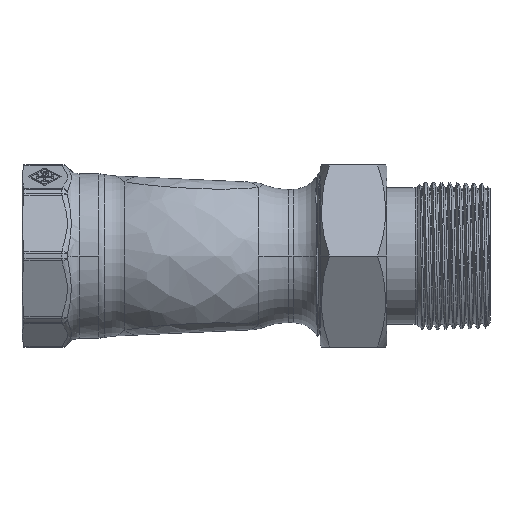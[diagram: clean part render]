
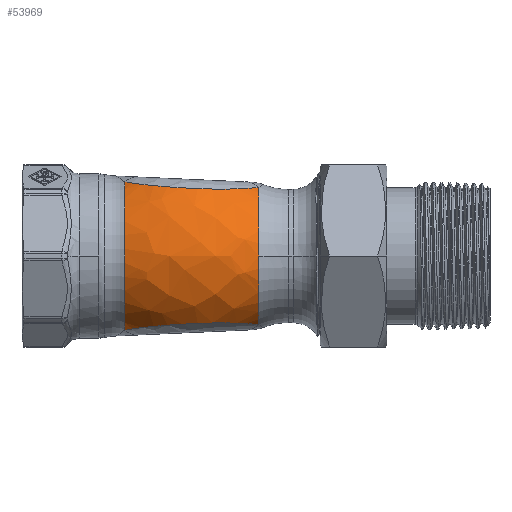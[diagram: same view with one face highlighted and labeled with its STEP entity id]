
A CAD part, front view. The second image highlights one B-rep face of the part: STEP entity #53969.
In plain terms, the highlighted free-form (B-spline) face has degree [3, 3] with [4, 4] control points.
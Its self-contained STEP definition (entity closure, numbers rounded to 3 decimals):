
#279=CARTESIAN_POINT('',(-23.095,0.,0.));
#280=DIRECTION('',(1.,0.,0.));
#281=DIRECTION('',(0.,-0.427,0.904));
#282=AXIS2_PLACEMENT_3D('',#279,#280,#281);
#14877=CARTESIAN_POINT('',(15.081,0.,0.));
#14878=DIRECTION('',(-1.,0.,0.));
#14879=DIRECTION('',(0.,-1.,0.));
#14880=AXIS2_PLACEMENT_3D('',#14877,#14878,#14879);
#14912=CARTESIAN_POINT('',(15.081,0.,0.));
#14913=DIRECTION('',(1.,0.,0.));
#14914=DIRECTION('',(0.,-1.,0.));
#14915=AXIS2_PLACEMENT_3D('',#14912,#14913,#14914);
#24812=CARTESIAN_POINT('',(-23.095,-9.981,
-21.158));
#24821=CARTESIAN_POINT('',(-23.095,-9.981,
-21.158));
#24822=CARTESIAN_POINT('',(-22.835,-10.275,
-21.114));
#24823=CARTESIAN_POINT('',(-22.287,-10.858,
-21.024));
#24824=CARTESIAN_POINT('',(-21.371,-11.706,
-20.884));
#24825=CARTESIAN_POINT('',(-20.356,-12.527,
-20.739));
#24826=CARTESIAN_POINT('',(-19.232,-13.319,
-20.587));
#24827=CARTESIAN_POINT('',(-17.989,-14.074,
-20.434));
#24828=CARTESIAN_POINT('',(-16.623,-14.784,
-20.276));
#24829=CARTESIAN_POINT('',(-15.143,-15.429,
-20.121));
#24830=CARTESIAN_POINT('',(-13.563,-15.996,
-19.969));
#24831=CARTESIAN_POINT('',(-11.897,-16.472,
-19.825));
#24832=CARTESIAN_POINT('',(-10.161,-16.847,
-19.689));
#24833=CARTESIAN_POINT('',(-8.37,-17.113,
-19.565));
#24834=CARTESIAN_POINT('',(-6.54,-17.265,
-19.452));
#24835=CARTESIAN_POINT('',(-4.69,-17.3,
-19.354));
#24836=CARTESIAN_POINT('',(-2.84,-17.216,
-19.271));
#24837=CARTESIAN_POINT('',(-1.011,-17.015,
-19.205));
#24838=CARTESIAN_POINT('',(0.783,-16.701,
-19.156));
#24839=CARTESIAN_POINT('',(2.526,-16.278,
-19.124));
#24840=CARTESIAN_POINT('',(4.183,-15.758,
-19.11));
#24841=CARTESIAN_POINT('',(5.726,-15.163,
-19.112));
#24842=CARTESIAN_POINT('',(7.143,-14.507,
-19.13));
#24843=CARTESIAN_POINT('',(8.421,-13.816,
-19.159));
#24844=CARTESIAN_POINT('',(9.572,-13.096,
-19.199));
#24845=CARTESIAN_POINT('',(10.612,-12.355,
-19.245));
#24846=CARTESIAN_POINT('',(11.552,-11.593,
-19.299));
#24847=CARTESIAN_POINT('',(12.406,-10.81,
-19.357));
#24848=CARTESIAN_POINT('',(13.184,-10.002,
-19.418));
#24849=CARTESIAN_POINT('',(13.887,-9.17,
-19.483));
#24850=CARTESIAN_POINT('',(14.523,-8.314,
-19.548));
#24851=CARTESIAN_POINT('',(14.903,-7.724,
-19.592));
#24852=CARTESIAN_POINT('',(15.081,-7.424,
-19.614));
#24886=CARTESIAN_POINT('',(-23.095,-9.981,
21.158));
#24887=CARTESIAN_POINT('',(-22.835,-10.275,
21.114));
#24888=CARTESIAN_POINT('',(-22.287,-10.858,
21.024));
#24889=CARTESIAN_POINT('',(-21.371,-11.706,
20.884));
#24890=CARTESIAN_POINT('',(-20.356,-12.527,
20.739));
#24891=CARTESIAN_POINT('',(-19.232,-13.319,
20.587));
#24892=CARTESIAN_POINT('',(-17.989,-14.074,
20.434));
#24893=CARTESIAN_POINT('',(-16.623,-14.784,
20.276));
#24894=CARTESIAN_POINT('',(-15.143,-15.429,
20.121));
#24895=CARTESIAN_POINT('',(-13.563,-15.996,
19.969));
#24896=CARTESIAN_POINT('',(-11.897,-16.472,
19.825));
#24897=CARTESIAN_POINT('',(-10.161,-16.847,
19.689));
#24898=CARTESIAN_POINT('',(-8.37,-17.113,
19.565));
#24899=CARTESIAN_POINT('',(-6.54,-17.265,
19.452));
#24900=CARTESIAN_POINT('',(-4.69,-17.3,
19.354));
#24901=CARTESIAN_POINT('',(-2.84,-17.216,
19.271));
#24902=CARTESIAN_POINT('',(-1.011,-17.015,
19.205));
#24903=CARTESIAN_POINT('',(0.783,-16.701,
19.156));
#24904=CARTESIAN_POINT('',(2.526,-16.278,
19.124));
#24905=CARTESIAN_POINT('',(4.183,-15.758,
19.11));
#24906=CARTESIAN_POINT('',(5.726,-15.163,
19.112));
#24907=CARTESIAN_POINT('',(7.143,-14.507,
19.13));
#24908=CARTESIAN_POINT('',(8.421,-13.816,
19.159));
#24909=CARTESIAN_POINT('',(9.572,-13.096,
19.199));
#24910=CARTESIAN_POINT('',(10.612,-12.355,
19.245));
#24911=CARTESIAN_POINT('',(11.552,-11.593,
19.299));
#24912=CARTESIAN_POINT('',(12.406,-10.81,
19.357));
#24913=CARTESIAN_POINT('',(13.184,-10.002,
19.418));
#24914=CARTESIAN_POINT('',(13.887,-9.17,
19.483));
#24915=CARTESIAN_POINT('',(14.523,-8.314,
19.548));
#24916=CARTESIAN_POINT('',(14.903,-7.724,
19.592));
#24917=CARTESIAN_POINT('',(15.081,-7.424,
19.614));
#24958=CARTESIAN_POINT('',(-23.095,-9.981,
21.158));
#25491=CARTESIAN_POINT('',(15.081,-7.424,
19.614));
#25720=CARTESIAN_POINT('',(15.081,-7.424,
-19.614));
#26352=VERTEX_POINT('',#24812);
#26470=VERTEX_POINT('',#24958);
#26544=CARTESIAN_POINT('',(15.081,-20.972,0.));
#26545=VERTEX_POINT('',#26544);
#27517=VERTEX_POINT('',#25720);
#27519=VERTEX_POINT('',#25491);
#53944=CARTESIAN_POINT('',(-23.837,-7.136,
22.013));
#53945=CARTESIAN_POINT('',(-10.652,-8.558,
26.4));
#53946=CARTESIAN_POINT('',(3.289,-8.285,
25.558));
#53947=CARTESIAN_POINT('',(15.786,-6.361,
19.622));
#53948=CARTESIAN_POINT('',(-23.837,-33.04,
13.616));
#53949=CARTESIAN_POINT('',(-10.652,-39.624,
16.329));
#53950=CARTESIAN_POINT('',(3.289,-38.362,
15.809));
#53951=CARTESIAN_POINT('',(15.786,-29.451,
12.137));
#53952=CARTESIAN_POINT('',(-23.837,-33.04,
-13.616));
#53953=CARTESIAN_POINT('',(-10.652,-39.624,
-16.329));
#53954=CARTESIAN_POINT('',(3.289,-38.362,
-15.809));
#53955=CARTESIAN_POINT('',(15.786,-29.451,
-12.137));
#53956=CARTESIAN_POINT('',(-23.837,-7.136,
-22.013));
#53957=CARTESIAN_POINT('',(-10.652,-8.558,
-26.4));
#53958=CARTESIAN_POINT('',(3.289,-8.285,
-25.558));
#53959=CARTESIAN_POINT('',(15.786,-6.361,
-19.622));
#53960=(BOUNDED_SURFACE()B_SPLINE_SURFACE(3,3,((#53944,#53945,#53946,#53947),(
#53948,#53949,#53950,#53951),(#53952,#53953,#53954,#53955),(#53956,#53957,
#53958,#53959)),.UNSPECIFIED.,.F.,.F.,.F.)B_SPLINE_SURFACE_WITH_KNOTS((4,4),(4,
4),(0.,1.),(0.,1.),.UNSPECIFIED.)GEOMETRIC_REPRESENTATION_ITEM()RATIONAL_B_SPLINE_SURFACE(((1.591,1.508,1.508,
1.591),(0.858,0.813,0.813,
0.858),(0.858,0.813,0.813,
0.858),(1.591,1.508,1.508,
1.591)))REPRESENTATION_ITEM('')SURFACE());
#53961=ORIENTED_EDGE('',*,*,#29007,.F.);
#53963=ORIENTED_EDGE('',*,*,#53962,.T.);
#53964=ORIENTED_EDGE('',*,*,#43774,.F.);
#53965=ORIENTED_EDGE('',*,*,#43802,.T.);
#53966=ORIENTED_EDGE('',*,*,#53935,.F.);
#53967=EDGE_LOOP('',(#53961,#53963,#53964,#53965,#53966));
#53968=FACE_OUTER_BOUND('',#53967,.F.);
#53969=ADVANCED_FACE('',(#53968),#53960,.T.);
#283=CIRCLE('',#282,23.394);
#14881=CIRCLE('',#14880,20.972);
#14916=CIRCLE('',#14915,20.972);
#24853=B_SPLINE_CURVE_WITH_KNOTS('',3,(#24821,#24822,#24823,#24824,#24825,
#24826,#24827,#24828,#24829,#24830,#24831,#24832,#24833,#24834,#24835,#24836,
#24837,#24838,#24839,#24840,#24841,#24842,#24843,#24844,#24845,#24846,#24847,
#24848,#24849,#24850,#24851,#24852),.UNSPECIFIED.,.F.,.F.,(4,1,1,1,1,1,1,1,1,1,
1,1,1,1,1,1,1,1,1,1,1,1,1,1,1,1,1,1,1,4),(0.,0.034,
0.069,0.103,0.138,0.172,
0.207,0.241,0.276,0.31,
0.345,0.379,0.414,0.448,
0.483,0.517,0.552,0.586,
0.621,0.655,0.69,0.724,
0.759,0.793,0.828,0.862,
0.897,0.931,0.966,1.),.UNSPECIFIED.);
#24918=B_SPLINE_CURVE_WITH_KNOTS('',3,(#24886,#24887,#24888,#24889,#24890,
#24891,#24892,#24893,#24894,#24895,#24896,#24897,#24898,#24899,#24900,#24901,
#24902,#24903,#24904,#24905,#24906,#24907,#24908,#24909,#24910,#24911,#24912,
#24913,#24914,#24915,#24916,#24917),.UNSPECIFIED.,.F.,.F.,(4,1,1,1,1,1,1,1,1,1,
1,1,1,1,1,1,1,1,1,1,1,1,1,1,1,1,1,1,1,4),(0.,0.034,
0.069,0.103,0.138,0.172,
0.207,0.241,0.276,0.31,
0.345,0.379,0.414,0.448,
0.483,0.517,0.552,0.586,
0.621,0.655,0.69,0.724,
0.759,0.793,0.828,0.862,
0.897,0.931,0.966,1.),.UNSPECIFIED.);
#29007=EDGE_CURVE('',#26470,#26352,#283,.T.);
#43774=EDGE_CURVE('',#26545,#27519,#14881,.T.);
#43802=EDGE_CURVE('',#26545,#27517,#14916,.T.);
#53935=EDGE_CURVE('',#26352,#27517,#24853,.T.);
#53962=EDGE_CURVE('',#26470,#27519,#24918,.T.);
